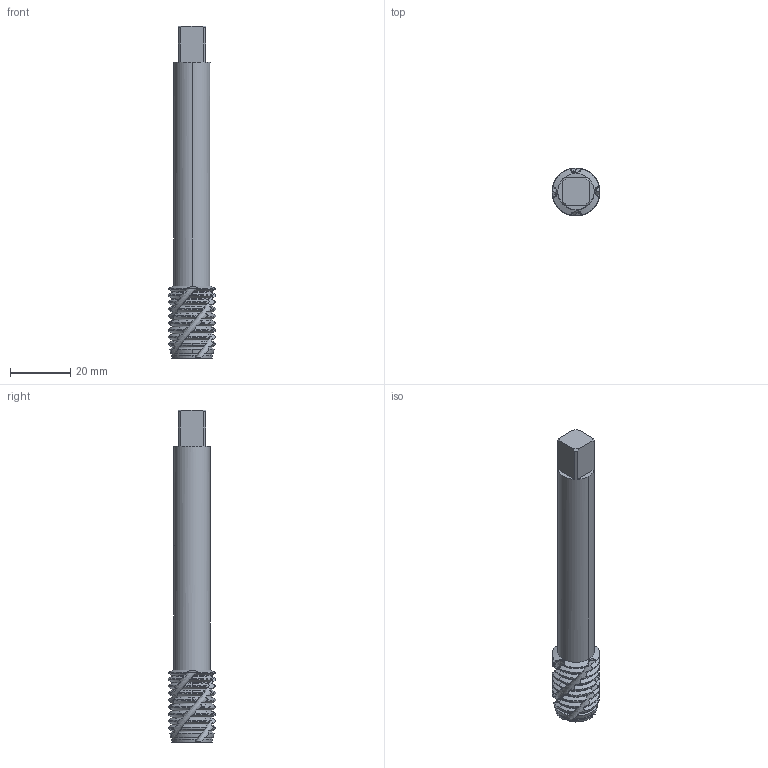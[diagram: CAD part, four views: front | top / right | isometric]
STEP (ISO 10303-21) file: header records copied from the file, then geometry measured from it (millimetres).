
FILE_DESCRIPTION(('no description'),'unknown implementation level');
FILE_NAME('solidCAaigE385FHXYEJNJarBdqcg7Zk_1.STP',' ',('CIM GmbH Aachen'),('CADClick - KiM GmbH - www.kimweb.de'),'unknown preprocess','ACIS','unknown authorization');
FILE_SCHEMA(('automotive_design'));
Length unit declared in the file: millimetre
Products named in the file (2): 1; 2
Bounding box: 15.88 x 15.88 x 110 mm (x, y, z)
Volume: 13095.2 mm3; surface area: 7020 mm2
Topology: 2 solids, 2 shells, 359 faces, 1033 edges, 678 vertices
Faces by surface type: cone 142, cylinder 112, bspline 76, plane 17, revolution 12
Entity records: 38756 total; most frequent: CARTESIAN_POINT 19019, STYLED_ITEM 2072, PRESENTATION_STYLE_ASSIGNMENT 2072, COLOUR_RGB 2072, ORIENTED_EDGE 2066, DIRECTION 1297, EDGE_CURVE 1033, CURVE_STYLE 1033
